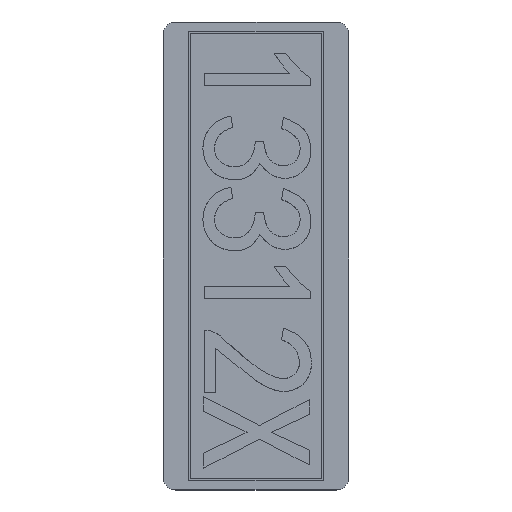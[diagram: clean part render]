
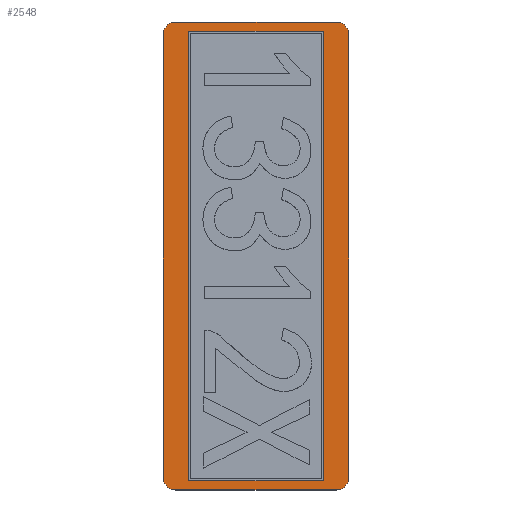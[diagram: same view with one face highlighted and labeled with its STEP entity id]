
A CAD part, top view. The second image highlights one B-rep face of the part: STEP entity #2548.
In plain terms, the highlighted planar face has unit normal (0, 0, 1).
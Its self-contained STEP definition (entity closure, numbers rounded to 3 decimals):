
#29 = VERTEX_POINT ( 'NONE', #3015 ) ;
#69 = CARTESIAN_POINT ( 'NONE',  ( -24.18, -51.83, 3.86 ) ) ;
#182 = ORIENTED_EDGE ( 'NONE', *, *, #274, .T. ) ;
#213 = DIRECTION ( 'NONE',  ( 0., 1., 0. ) ) ;
#261 = ORIENTED_EDGE ( 'NONE', *, *, #2135, .T. ) ;
#269 = LINE ( 'NONE', #2828, #1824 ) ;
#274 = EDGE_CURVE ( 'NONE', #1654, #710, #1238, .T. ) ;
#314 = EDGE_CURVE ( 'NONE', #29, #2084, #375, .T. ) ;
#322 = EDGE_CURVE ( 'NONE', #2031, #1685, #2034, .T. ) ;
#358 = DIRECTION ( 'NONE',  ( 1., 0., 0. ) ) ;
#375 = CIRCLE ( 'NONE', #3466, 3. ) ;
#392 = FACE_BOUND ( 'NONE', #1197, .T. ) ;
#416 = DIRECTION ( 'NONE',  ( 0., 0., 1. ) ) ;
#433 = CARTESIAN_POINT ( 'NONE',  ( 20.22, -54.071, 3.86 ) ) ;
#441 = AXIS2_PLACEMENT_3D ( 'NONE', #1561, #3820, #3423 ) ;
#482 = CARTESIAN_POINT ( 'NONE',  ( 17.22, -49.38, 3.86 ) ) ;
#523 = CARTESIAN_POINT ( 'NONE',  ( -14.78, -51.83, 3.86 ) ) ;
#660 = DIRECTION ( 'NONE',  ( -1., 0., 0. ) ) ;
#707 = LINE ( 'NONE', #1965, #3092 ) ;
#710 = VERTEX_POINT ( 'NONE', #2760 ) ;
#744 = LINE ( 'NONE', #3311, #3862 ) ;
#774 = AXIS2_PLACEMENT_3D ( 'NONE', #2002, #416, #660 ) ;
#785 = DIRECTION ( 'NONE',  ( 0., 0., 1. ) ) ;
#806 = ORIENTED_EDGE ( 'NONE', *, *, #2970, .T. ) ;
#856 = ORIENTED_EDGE ( 'NONE', *, *, #2224, .F. ) ;
#884 = EDGE_CURVE ( 'NONE', #4098, #1496, #2217, .T. ) ;
#1062 = EDGE_CURVE ( 'NONE', #710, #4098, #269, .T. ) ;
#1079 = EDGE_CURVE ( 'NONE', #1685, #3596, #2947, .T. ) ;
#1197 = EDGE_LOOP ( 'NONE', ( #856, #4018, #4027, #3593 ) ) ;
#1225 = DIRECTION ( 'NONE',  ( 0., 1., 0. ) ) ;
#1232 = CIRCLE ( 'NONE', #774, 3. ) ;
#1238 = CIRCLE ( 'NONE', #441, 3. ) ;
#1272 = VERTEX_POINT ( 'NONE', #2065 ) ;
#1297 = AXIS2_PLACEMENT_3D ( 'NONE', #1711, #3310, #1345 ) ;
#1345 = DIRECTION ( 'NONE',  ( 0., -1., 0. ) ) ;
#1357 = LINE ( 'NONE', #69, #2345 ) ;
#1391 = CARTESIAN_POINT ( 'NONE',  ( -14.78, -49.38, 3.86 ) ) ;
#1439 = DIRECTION ( 'NONE',  ( 1., 0., 0. ) ) ;
#1496 = VERTEX_POINT ( 'NONE', #3749 ) ;
#1547 = DIRECTION ( 'NONE',  ( -1., 0., 0. ) ) ;
#1561 = CARTESIAN_POINT ( 'NONE',  ( 20.22, -51.071, 3.86 ) ) ;
#1654 = VERTEX_POINT ( 'NONE', #433 ) ;
#1664 = ORIENTED_EDGE ( 'NONE', *, *, #2693, .T. ) ;
#1685 = VERTEX_POINT ( 'NONE', #3984 ) ;
#1704 = CARTESIAN_POINT ( 'NONE',  ( -24.18, 54.67, 3.86 ) ) ;
#1711 = CARTESIAN_POINT ( 'NONE',  ( -24.18, -49.38, 3.86 ) ) ;
#1802 = LINE ( 'NONE', #482, #3589 ) ;
#1824 = VECTOR ( 'NONE', #1225, 1000. ) ;
#1896 = DIRECTION ( 'NONE',  ( 0., 0., 1. ) ) ;
#1910 = CARTESIAN_POINT ( 'NONE',  ( 23.22, 53.911, 3.86 ) ) ;
#1911 = CARTESIAN_POINT ( 'NONE',  ( -17.78, 53.911, 3.86 ) ) ;
#1965 = CARTESIAN_POINT ( 'NONE',  ( -20.78, 56.911, 3.86 ) ) ;
#2002 = CARTESIAN_POINT ( 'NONE',  ( -17.78, -51.071, 3.86 ) ) ;
#2031 = VERTEX_POINT ( 'NONE', #3795 ) ;
#2034 = LINE ( 'NONE', #1704, #3859 ) ;
#2043 = PLANE ( 'NONE',  #1297 ) ;
#2065 = CARTESIAN_POINT ( 'NONE',  ( -17.78, -54.071, 3.86 ) ) ;
#2084 = VERTEX_POINT ( 'NONE', #3647 ) ;
#2135 = EDGE_CURVE ( 'NONE', #1496, #29, #707, .T. ) ;
#2217 = CIRCLE ( 'NONE', #4043, 3. ) ;
#2224 = EDGE_CURVE ( 'NONE', #3596, #3662, #1357, .T. ) ;
#2345 = VECTOR ( 'NONE', #358, 1000. ) ;
#2360 = ORIENTED_EDGE ( 'NONE', *, *, #1062, .T. ) ;
#2526 = CARTESIAN_POINT ( 'NONE',  ( 17.22, -51.83, 3.86 ) ) ;
#2548 = ADVANCED_FACE ( 'NONE', ( #392, #3336 ), #2043, .F. ) ;
#2553 = VERTEX_POINT ( 'NONE', #2876 ) ;
#2561 = ORIENTED_EDGE ( 'NONE', *, *, #314, .T. ) ;
#2573 = DIRECTION ( 'NONE',  ( -1., 0., 0. ) ) ;
#2613 = DIRECTION ( 'NONE',  ( 0., -1., 0. ) ) ;
#2648 = LINE ( 'NONE', #3889, #2733 ) ;
#2673 = DIRECTION ( 'NONE',  ( 0., -1., 0. ) ) ;
#2693 = EDGE_CURVE ( 'NONE', #1272, #1654, #744, .T. ) ;
#2699 = VECTOR ( 'NONE', #2613, 1000. ) ;
#2733 = VECTOR ( 'NONE', #2673, 1000. ) ;
#2760 = CARTESIAN_POINT ( 'NONE',  ( 23.22, -51.071, 3.86 ) ) ;
#2784 = EDGE_LOOP ( 'NONE', ( #2360, #3808, #261, #2561, #806, #3759, #1664, #182 ) ) ;
#2828 = CARTESIAN_POINT ( 'NONE',  ( 23.22, 56.911, 3.86 ) ) ;
#2870 = DIRECTION ( 'NONE',  ( -1., 0., 0. ) ) ;
#2876 = CARTESIAN_POINT ( 'NONE',  ( -20.78, -51.071, 3.86 ) ) ;
#2947 = LINE ( 'NONE', #1391, #2699 ) ;
#2970 = EDGE_CURVE ( 'NONE', #2084, #2553, #2648, .T. ) ;
#3015 = CARTESIAN_POINT ( 'NONE',  ( -17.78, 56.911, 3.86 ) ) ;
#3092 = VECTOR ( 'NONE', #3550, 1000. ) ;
#3310 = DIRECTION ( 'NONE',  ( 0., 0., -1. ) ) ;
#3311 = CARTESIAN_POINT ( 'NONE',  ( -20.78, -54.071, 3.86 ) ) ;
#3336 = FACE_OUTER_BOUND ( 'NONE', #2784, .T. ) ;
#3423 = DIRECTION ( 'NONE',  ( -1., 0., 0. ) ) ;
#3466 = AXIS2_PLACEMENT_3D ( 'NONE', #1911, #785, #2573 ) ;
#3550 = DIRECTION ( 'NONE',  ( -1., 0., 0. ) ) ;
#3567 = CARTESIAN_POINT ( 'NONE',  ( 20.22, 53.911, 3.86 ) ) ;
#3586 = EDGE_CURVE ( 'NONE', #3662, #2031, #1802, .T. ) ;
#3589 = VECTOR ( 'NONE', #213, 1000. ) ;
#3593 = ORIENTED_EDGE ( 'NONE', *, *, #3586, .F. ) ;
#3596 = VERTEX_POINT ( 'NONE', #523 ) ;
#3647 = CARTESIAN_POINT ( 'NONE',  ( -20.78, 53.911, 3.86 ) ) ;
#3662 = VERTEX_POINT ( 'NONE', #2526 ) ;
#3749 = CARTESIAN_POINT ( 'NONE',  ( 20.22, 56.911, 3.86 ) ) ;
#3759 = ORIENTED_EDGE ( 'NONE', *, *, #3914, .T. ) ;
#3795 = CARTESIAN_POINT ( 'NONE',  ( 17.22, 54.67, 3.86 ) ) ;
#3808 = ORIENTED_EDGE ( 'NONE', *, *, #884, .T. ) ;
#3820 = DIRECTION ( 'NONE',  ( 0., 0., 1. ) ) ;
#3859 = VECTOR ( 'NONE', #2870, 1000. ) ;
#3862 = VECTOR ( 'NONE', #1439, 1000. ) ;
#3889 = CARTESIAN_POINT ( 'NONE',  ( -20.78, 56.911, 3.86 ) ) ;
#3914 = EDGE_CURVE ( 'NONE', #2553, #1272, #1232, .T. ) ;
#3984 = CARTESIAN_POINT ( 'NONE',  ( -14.78, 54.67, 3.86 ) ) ;
#4018 = ORIENTED_EDGE ( 'NONE', *, *, #1079, .F. ) ;
#4027 = ORIENTED_EDGE ( 'NONE', *, *, #322, .F. ) ;
#4043 = AXIS2_PLACEMENT_3D ( 'NONE', #3567, #1896, #1547 ) ;
#4098 = VERTEX_POINT ( 'NONE', #1910 ) ;
